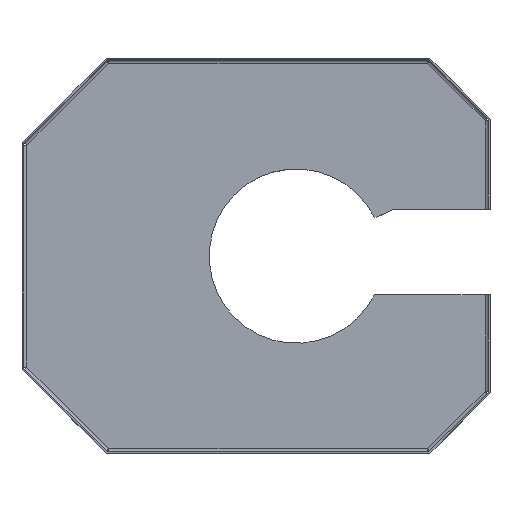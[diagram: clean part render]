
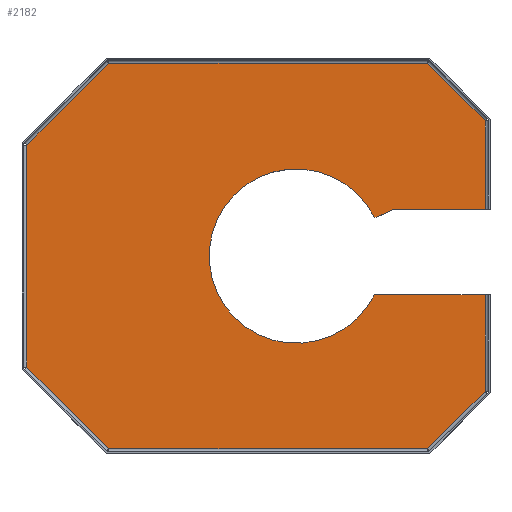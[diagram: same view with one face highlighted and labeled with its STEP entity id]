
A CAD part, top view. The second image highlights one B-rep face of the part: STEP entity #2182.
In plain terms, the highlighted planar face has unit normal (0, 0, 1).
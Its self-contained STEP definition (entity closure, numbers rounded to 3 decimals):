
#161=FACE_OUTER_BOUND('',#289,.T.);
#289=EDGE_LOOP('',(#1924,#1925,#1926,#1927,#1928,#1929,#1930,#1931,#1932,
#1933,#1934,#1935,#1936,#1937,#1938,#1939,#1940,#1941,#1942,#1943,#1944,
#1945));
#327=CIRCLE('',#2367,108.);
#330=LINE('',#2983,#598);
#347=LINE('',#3019,#615);
#369=LINE('',#3070,#637);
#385=LINE('',#3109,#653);
#407=LINE('',#3159,#675);
#450=LINE('',#3254,#718);
#477=LINE('',#3314,#745);
#504=LINE('',#3374,#772);
#531=LINE('',#3434,#799);
#561=LINE('',#3501,#829);
#582=LINE('',#3540,#850);
#583=LINE('',#3542,#851);
#584=LINE('',#3544,#852);
#585=LINE('',#3546,#853);
#586=LINE('',#3548,#854);
#587=LINE('',#3550,#855);
#588=LINE('',#3552,#856);
#589=LINE('',#3554,#857);
#590=LINE('',#3557,#858);
#592=LINE('',#3561,#860);
#594=LINE('',#3565,#862);
#598=VECTOR('',#2381,10.);
#615=VECTOR('',#2414,10.);
#637=VECTOR('',#2448,10.);
#653=VECTOR('',#2486,10.);
#675=VECTOR('',#2534,10.);
#718=VECTOR('',#2637,10.);
#745=VECTOR('',#2698,10.);
#772=VECTOR('',#2759,10.);
#799=VECTOR('',#2820,10.);
#829=VECTOR('',#2890,10.);
#850=VECTOR('',#2931,10.);
#851=VECTOR('',#2934,10.);
#852=VECTOR('',#2937,10.);
#853=VECTOR('',#2940,10.);
#854=VECTOR('',#2943,10.);
#855=VECTOR('',#2946,10.);
#856=VECTOR('',#2949,10.);
#857=VECTOR('',#2952,10.);
#858=VECTOR('',#2955,10.);
#860=VECTOR('',#2959,10.);
#862=VECTOR('',#2963,10.);
#864=VERTEX_POINT('',#2973);
#868=VERTEX_POINT('',#2982);
#879=VERTEX_POINT('',#3017);
#899=VERTEX_POINT('',#3061);
#902=VERTEX_POINT('',#3069);
#911=VERTEX_POINT('',#3100);
#914=VERTEX_POINT('',#3108);
#926=VERTEX_POINT('',#3150);
#929=VERTEX_POINT('',#3158);
#949=VERTEX_POINT('',#3245);
#951=VERTEX_POINT('',#3252);
#965=VERTEX_POINT('',#3305);
#967=VERTEX_POINT('',#3312);
#981=VERTEX_POINT('',#3365);
#983=VERTEX_POINT('',#3372);
#997=VERTEX_POINT('',#3425);
#999=VERTEX_POINT('',#3432);
#1013=VERTEX_POINT('',#3486);
#1016=VERTEX_POINT('',#3496);
#1025=VERTEX_POINT('',#3556);
#1026=VERTEX_POINT('',#3560);
#1027=VERTEX_POINT('',#3564);
#1032=EDGE_CURVE('',#868,#864,#330,.T.);
#1051=EDGE_CURVE('',#864,#879,#347,.T.);
#1076=EDGE_CURVE('',#902,#899,#369,.T.);
#1096=EDGE_CURVE('',#914,#911,#385,.T.);
#1122=EDGE_CURVE('',#929,#926,#407,.T.);
#1170=EDGE_CURVE('',#949,#951,#450,.T.);
#1201=EDGE_CURVE('',#965,#967,#477,.T.);
#1232=EDGE_CURVE('',#981,#983,#504,.T.);
#1263=EDGE_CURVE('',#997,#999,#531,.T.);
#1298=EDGE_CURVE('',#1016,#1013,#561,.T.);
#1319=EDGE_CURVE('',#911,#868,#582,.T.);
#1320=EDGE_CURVE('',#926,#914,#583,.T.);
#1321=EDGE_CURVE('',#951,#929,#584,.T.);
#1322=EDGE_CURVE('',#1013,#949,#585,.T.);
#1323=EDGE_CURVE('',#999,#1016,#586,.T.);
#1324=EDGE_CURVE('',#983,#997,#587,.T.);
#1325=EDGE_CURVE('',#967,#981,#588,.T.);
#1326=EDGE_CURVE('',#899,#965,#589,.T.);
#1327=EDGE_CURVE('',#1025,#902,#590,.T.);
#1329=EDGE_CURVE('',#1026,#1025,#592,.T.);
#1331=EDGE_CURVE('',#1027,#1026,#594,.T.);
#1333=EDGE_CURVE('',#879,#1027,#327,.T.);
#1924=ORIENTED_EDGE('',*,*,#1032,.T.);
#1925=ORIENTED_EDGE('',*,*,#1051,.T.);
#1926=ORIENTED_EDGE('',*,*,#1333,.T.);
#1927=ORIENTED_EDGE('',*,*,#1331,.T.);
#1928=ORIENTED_EDGE('',*,*,#1329,.T.);
#1929=ORIENTED_EDGE('',*,*,#1327,.T.);
#1930=ORIENTED_EDGE('',*,*,#1076,.T.);
#1931=ORIENTED_EDGE('',*,*,#1326,.T.);
#1932=ORIENTED_EDGE('',*,*,#1201,.T.);
#1933=ORIENTED_EDGE('',*,*,#1325,.T.);
#1934=ORIENTED_EDGE('',*,*,#1232,.T.);
#1935=ORIENTED_EDGE('',*,*,#1324,.T.);
#1936=ORIENTED_EDGE('',*,*,#1263,.T.);
#1937=ORIENTED_EDGE('',*,*,#1323,.T.);
#1938=ORIENTED_EDGE('',*,*,#1298,.T.);
#1939=ORIENTED_EDGE('',*,*,#1322,.T.);
#1940=ORIENTED_EDGE('',*,*,#1170,.T.);
#1941=ORIENTED_EDGE('',*,*,#1321,.T.);
#1942=ORIENTED_EDGE('',*,*,#1122,.T.);
#1943=ORIENTED_EDGE('',*,*,#1320,.T.);
#1944=ORIENTED_EDGE('',*,*,#1096,.T.);
#1945=ORIENTED_EDGE('',*,*,#1319,.T.);
#2054=PLANE('',#2368);
#2182=ADVANCED_FACE('',(#161),#2054,.T.);
#2367=AXIS2_PLACEMENT_3D('',#3568,#2967,#2968);
#2368=AXIS2_PLACEMENT_3D('',#3569,#2969,#2970);
#2381=DIRECTION('',(0.,1.,0.));
#2414=DIRECTION('',(-1.,0.,0.));
#2448=DIRECTION('',(0.,1.,0.));
#2486=DIRECTION('',(0.707,0.707,0.));
#2534=DIRECTION('',(1.,0.,0.));
#2637=DIRECTION('',(0.707,-0.707,0.));
#2698=DIRECTION('',(-0.707,0.707,0.));
#2759=DIRECTION('',(-1.,0.,0.));
#2820=DIRECTION('',(-0.707,-0.707,0.));
#2890=DIRECTION('',(0.,-1.,0.));
#2931=DIRECTION('',(0.383,0.924,0.));
#2934=DIRECTION('',(0.924,0.383,0.));
#2937=DIRECTION('',(0.924,-0.383,0.));
#2940=DIRECTION('',(0.383,-0.924,0.));
#2943=DIRECTION('',(-0.383,-0.924,0.));
#2946=DIRECTION('',(-0.924,-0.383,0.));
#2949=DIRECTION('',(-0.924,0.383,0.));
#2952=DIRECTION('',(-0.383,0.924,0.));
#2955=DIRECTION('',(1.,0.,0.));
#2959=DIRECTION('',(0.904,0.427,0.));
#2963=DIRECTION('',(1.,0.,0.));
#2967=DIRECTION('center_axis',(0.,0.,-1.));
#2968=DIRECTION('ref_axis',(0.896,0.444,0.));
#2969=DIRECTION('center_axis',(0.,0.,1.));
#2970=DIRECTION('ref_axis',(1.,0.,0.));
#2973=CARTESIAN_POINT('',(234.,-48.,2.));
#2982=CARTESIAN_POINT('',(234.,-167.461,2.));
#2983=CARTESIAN_POINT('',(234.,-23.828,2.));
#3017=CARTESIAN_POINT('',(96.747,-48.,2.));
#3019=CARTESIAN_POINT('',(96.747,-48.,2.));
#3061=CARTESIAN_POINT('',(234.,167.461,2.));
#3069=CARTESIAN_POINT('',(234.,58.,2.));
#3070=CARTESIAN_POINT('',(234.,83.902,2.));
#3100=CARTESIAN_POINT('',(233.962,-167.553,2.));
#3108=CARTESIAN_POINT('',(162.553,-238.962,2.));
#3109=CARTESIAN_POINT('',(210.611,-190.904,2.));
#3150=CARTESIAN_POINT('',(162.461,-239.,2.));
#3158=CARTESIAN_POINT('',(-232.461,-239.,2.));
#3159=CARTESIAN_POINT('',(67.561,-239.,2.));
#3245=CARTESIAN_POINT('',(-333.962,-137.553,2.));
#3252=CARTESIAN_POINT('',(-232.553,-238.962,2.));
#3254=CARTESIAN_POINT('',(-241.076,-230.439,2.));
#3305=CARTESIAN_POINT('',(233.962,167.553,2.));
#3312=CARTESIAN_POINT('',(162.553,238.962,2.));
#3314=CARTESIAN_POINT('',(174.735,226.78,2.));
#3365=CARTESIAN_POINT('',(162.461,239.,2.));
#3372=CARTESIAN_POINT('',(-232.461,239.,2.));
#3374=CARTESIAN_POINT('',(-129.9,239.,2.));
#3425=CARTESIAN_POINT('',(-232.553,238.962,2.));
#3432=CARTESIAN_POINT('',(-333.962,137.553,2.));
#3434=CARTESIAN_POINT('',(-291.608,179.907,2.));
#3486=CARTESIAN_POINT('',(-334.,-137.461,2.));
#3496=CARTESIAN_POINT('',(-334.,137.461,2.));
#3501=CARTESIAN_POINT('',(-334.,68.902,2.));
#3540=CARTESIAN_POINT('',(234.,-167.461,2.));
#3542=CARTESIAN_POINT('',(162.553,-238.962,2.));
#3544=CARTESIAN_POINT('',(-232.461,-239.,2.));
#3546=CARTESIAN_POINT('',(-333.962,-137.553,2.));
#3548=CARTESIAN_POINT('',(-334.,137.461,2.));
#3550=CARTESIAN_POINT('',(-232.553,238.962,2.));
#3552=CARTESIAN_POINT('',(162.461,239.,2.));
#3554=CARTESIAN_POINT('',(233.962,167.553,2.));
#3556=CARTESIAN_POINT('',(119.95,58.,2.));
#3557=CARTESIAN_POINT('',(240.,58.,2.));
#3560=CARTESIAN_POINT('',(98.747,48.,2.));
#3561=CARTESIAN_POINT('',(119.95,58.,2.));
#3564=CARTESIAN_POINT('',(96.747,48.,2.));
#3565=CARTESIAN_POINT('',(98.747,48.,2.));
#3568=CARTESIAN_POINT('Origin',(0.,0.,2.));
#3569=CARTESIAN_POINT('Origin',(-27.339,0.344,2.));
